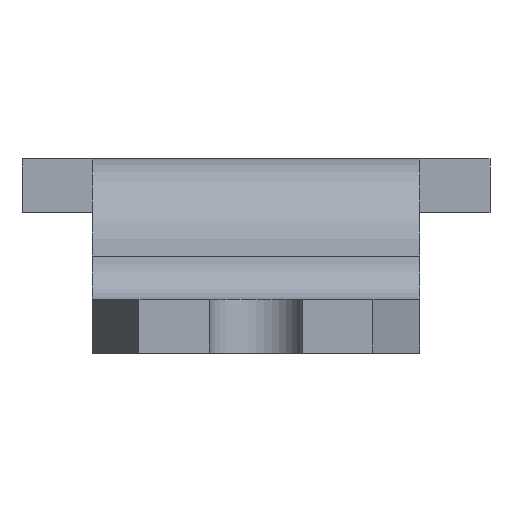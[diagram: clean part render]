
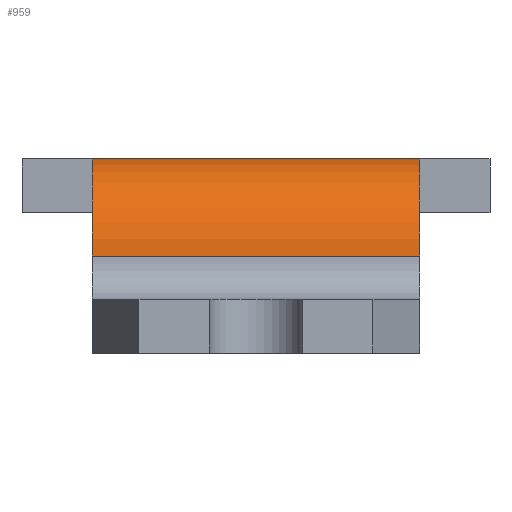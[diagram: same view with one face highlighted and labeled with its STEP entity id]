
A CAD part, front view. The second image highlights one B-rep face of the part: STEP entity #959.
In plain terms, the highlighted cylindrical face has radius 2.075 mm (diameter 4.15 mm), a partial arc.
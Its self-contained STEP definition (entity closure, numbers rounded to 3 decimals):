
#599=CARTESIAN_POINT('',(-3.5,-7.575,-1.5));
#600=VERTEX_POINT('',#599);
#608=CARTESIAN_POINT('',(-3.5,-5.5,0.575));
#609=VERTEX_POINT('',#608);
#610=CARTESIAN_POINT('',(-3.5,-5.5,-1.5));
#611=DIRECTION('',(1.0,0.0,0.0));
#612=DIRECTION('',(0.0,0.0,-1.0));
#613=AXIS2_PLACEMENT_3D('',#610,#611,#612);
#614=CIRCLE('',#613,2.075);
#615=EDGE_CURVE('',#609,#600,#614,.T.);
#915=CARTESIAN_POINT('',(3.5,-7.575,-1.5));
#916=VERTEX_POINT('',#915);
#924=CARTESIAN_POINT('',(3.5,-7.575,-1.5));
#925=DIRECTION('',(-1.0,0.0,0.0));
#926=VECTOR('',#925,7.);
#927=LINE('',#924,#926);
#928=EDGE_CURVE('',#916,#600,#927,.T.);
#935=CARTESIAN_POINT('',(0.0,-5.5,-1.5));
#936=DIRECTION('',(1.0,0.0,0.0));
#937=DIRECTION('',(0.0,0.0,-1.0));
#938=AXIS2_PLACEMENT_3D('',#935,#936,#937);
#939=CYLINDRICAL_SURFACE('',#938,2.075);
#940=CARTESIAN_POINT('',(3.5,-5.5,0.575));
#941=VERTEX_POINT('',#940);
#942=CARTESIAN_POINT('',(3.5,-5.5,-1.5));
#943=DIRECTION('',(-1.0,0.0,0.0));
#944=DIRECTION('',(0.0,0.0,-1.0));
#945=AXIS2_PLACEMENT_3D('',#942,#943,#944);
#946=CIRCLE('',#945,2.075);
#947=EDGE_CURVE('',#916,#941,#946,.T.);
#948=ORIENTED_EDGE('',*,*,#947,.T.);
#949=CARTESIAN_POINT('',(3.5,-5.5,0.575));
#950=DIRECTION('',(-1.0,0.0,0.0));
#951=VECTOR('',#950,7.0);
#952=LINE('',#949,#951);
#953=EDGE_CURVE('',#941,#609,#952,.T.);
#954=ORIENTED_EDGE('',*,*,#953,.T.);
#955=ORIENTED_EDGE('',*,*,#615,.T.);
#956=ORIENTED_EDGE('',*,*,#928,.F.);
#957=EDGE_LOOP('',(#948,#954,#955,#956));
#958=FACE_OUTER_BOUND('',#957,.T.);
#959=ADVANCED_FACE('',(#958),#939,.T.);
